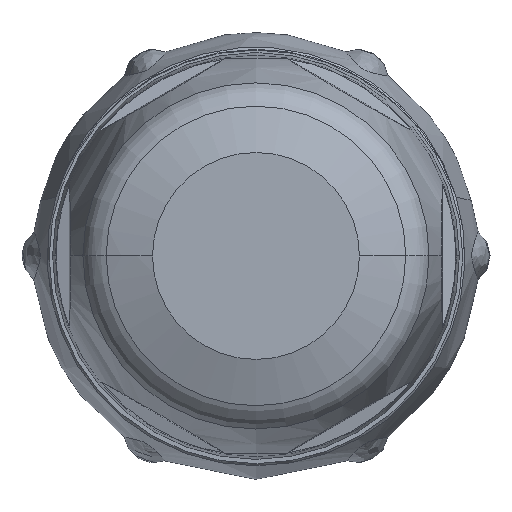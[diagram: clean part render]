
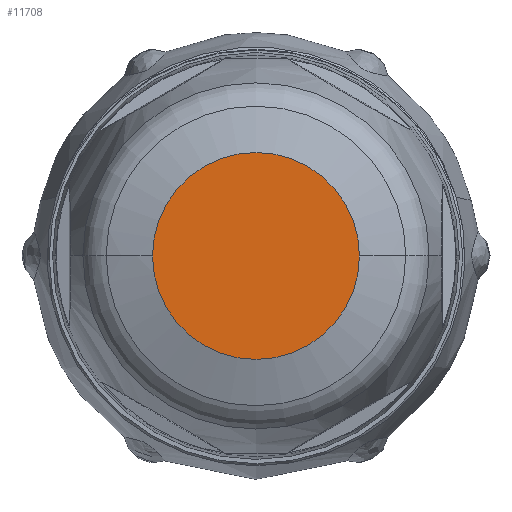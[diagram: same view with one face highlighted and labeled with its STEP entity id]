
A CAD part, front view. The second image highlights one B-rep face of the part: STEP entity #11708.
In plain terms, the highlighted planar face has unit normal (0, -1, 0).
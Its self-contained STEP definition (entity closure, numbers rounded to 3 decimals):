
#4908=CARTESIAN_POINT('',(0.,-69.198,0.));
#4909=DIRECTION('',(0.,-1.,0.));
#4910=DIRECTION('',(-1.,0.,0.));
#4911=AXIS2_PLACEMENT_3D('',#4908,#4909,#4910);
#4913=CARTESIAN_POINT('',(0.,-69.198,0.));
#4914=DIRECTION('',(0.,-1.,0.));
#4915=DIRECTION('',(1.,0.,0.));
#4916=AXIS2_PLACEMENT_3D('',#4913,#4914,#4915);
#6483=CARTESIAN_POINT('',(-9.15,-69.198,0.));
#6484=CARTESIAN_POINT('',(9.15,-69.198,0.));
#6485=VERTEX_POINT('',#6483);
#6486=VERTEX_POINT('',#6484);
#11698=CARTESIAN_POINT('',(0.,-69.198,0.));
#11699=DIRECTION('',(0.,1.,0.));
#11700=DIRECTION('',(0.,0.,-1.));
#11701=AXIS2_PLACEMENT_3D('',#11698,#11699,#11700);
#11702=PLANE('',#11701);
#11703=ORIENTED_EDGE('',*,*,#11688,.F.);
#11705=ORIENTED_EDGE('',*,*,#11704,.F.);
#11706=EDGE_LOOP('',(#11703,#11705));
#11707=FACE_OUTER_BOUND('',#11706,.F.);
#11708=ADVANCED_FACE('',(#11707),#11702,.F.);
#4912=CIRCLE('',#4911,9.15);
#4917=CIRCLE('',#4916,9.15);
#11688=EDGE_CURVE('',#6485,#6486,#4912,.T.);
#11704=EDGE_CURVE('',#6486,#6485,#4917,.T.);
